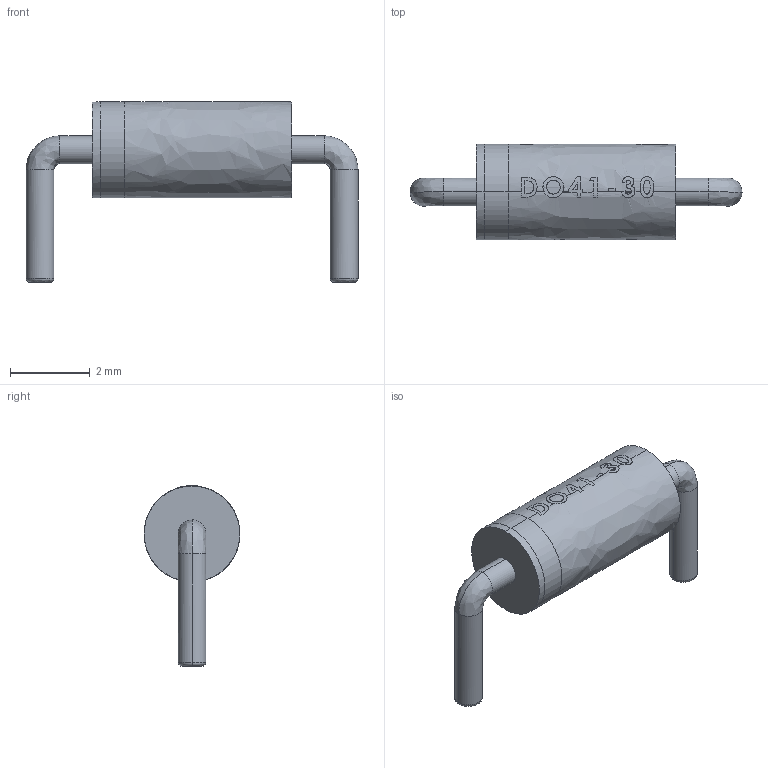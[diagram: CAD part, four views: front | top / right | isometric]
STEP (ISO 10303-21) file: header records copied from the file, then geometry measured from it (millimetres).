
FILE_DESCRIPTION (( 'STEP AP214' ), '1' );
FILE_NAME ('DO-41 (300mil).STEP', '2019-07-09T16:16:58', ( '' ), ( '' ), 'SwSTEP 2.0', 'SolidWorks 2018', '' );
FILE_SCHEMA (( 'AUTOMOTIVE_DESIGN' ));
Length unit declared in the file: millimetre
Products named in the file (1): DO-41 (300mil)
Bounding box: 8.32 x 2.4 x 4.53 mm (x, y, z)
Volume: 26 mm3; surface area: 66 mm2
Topology: 1 solids, 1 shells, 38 faces, 136 edges, 107 vertices
Faces by surface type: bspline 38
Entity records: 2574 total; most frequent: CARTESIAN_POINT 1378, ORIENTED_EDGE 272, EDGE_CURVE 136, VERTEX_POINT 107, B_SPLINE_CURVE_WITH_KNOTS 90, EDGE_LOOP 45, UNCERTAINTY_MEASURE_WITH_UNIT 41, PRESENTATION_LAYER_ASSIGNMENT 40
